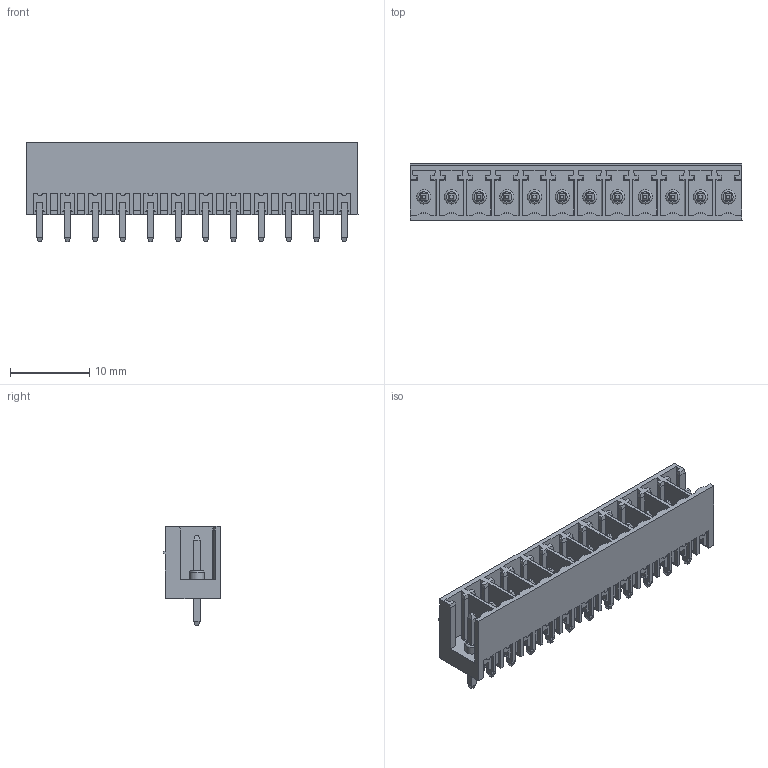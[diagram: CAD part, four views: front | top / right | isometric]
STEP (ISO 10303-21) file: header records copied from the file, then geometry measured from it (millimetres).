
FILE_DESCRIPTION(('STEP AP214'),'1');
FILE_NAME('PV12-3,5-V.stp','2018-11-29T10:15:31',(' '),(' '),'Spatial InterOp 3D',' ',' ');
FILE_SCHEMA(('AUTOMOTIVE_DESIGN { 1 0 10303 214 1 1 1 1 }'));
Length unit declared in the file: metre
Products named in the file (1): 1
Bounding box: 42 x 7.25 x 12.6 mm (x, y, z)
Volume: 1374.4 mm3; surface area: 3603.3 mm2
Topology: 1 solids, 1 shells, 807 faces, 2097 edges, 1326 vertices
Faces by surface type: plane 746, cylinder 37, torus 12, cone 12
Full cylindrical faces by diameter (mm): 1.8 x12
Entity records: 30230 total; most frequent: CARTESIAN_POINT 4255, ORIENTED_EDGE 4122, DIRECTION 3751, EDGE_CURVE 2061, LINE 1939, VECTOR 1939, VERTEX_POINT 1314, AXIS2_PLACEMENT_3D 906
